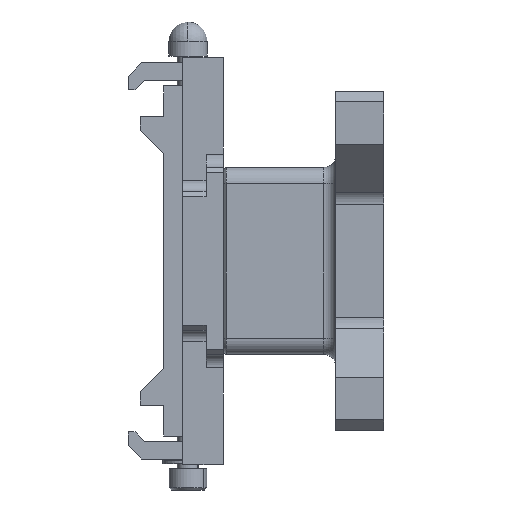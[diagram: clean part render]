
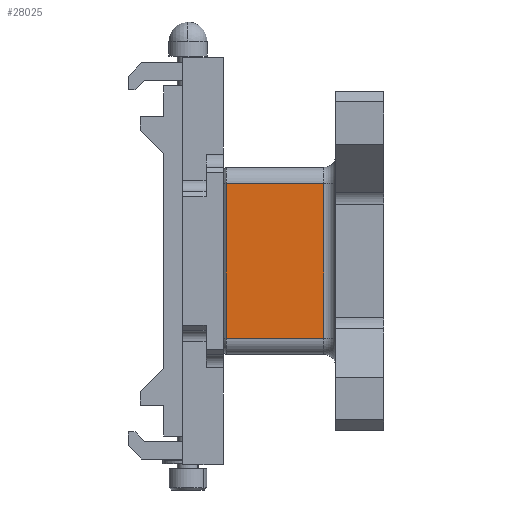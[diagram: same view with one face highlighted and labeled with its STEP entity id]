
A CAD part, left-side view. The second image highlights one B-rep face of the part: STEP entity #28025.
In plain terms, the highlighted planar face has unit normal (-1, 0, 0).
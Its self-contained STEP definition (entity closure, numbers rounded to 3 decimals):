
#9536=DIRECTION('',(0.,0.,-1.));
#9537=VECTOR('',#9536,29.);
#9538=CARTESIAN_POINT('',(-17.5,11.2,14.5));
#9539=LINE('',#9538,#9537);
#9540=DIRECTION('',(0.,-1.,0.));
#9541=VECTOR('',#9540,18.3);
#9542=CARTESIAN_POINT('',(-17.5,29.5,
-14.5));
#9543=LINE('',#9542,#9541);
#9544=DIRECTION('',(0.,0.,1.));
#9545=VECTOR('',#9544,29.);
#9546=CARTESIAN_POINT('',(-17.5,29.5,
-14.5));
#9547=LINE('',#9546,#9545);
#9548=DIRECTION('',(0.,-1.,0.));
#9549=VECTOR('',#9548,18.3);
#9550=CARTESIAN_POINT('',(-17.5,29.5,14.5));
#9551=LINE('',#9550,#9549);
#15757=CARTESIAN_POINT('',(-17.5,29.5,14.5));
#15759=VERTEX_POINT('',#15757);
#15763=CARTESIAN_POINT('',(-17.5,29.5,
-14.5));
#15764=VERTEX_POINT('',#15763);
#15925=CARTESIAN_POINT('',(-17.5,11.2,-14.5));
#15926=VERTEX_POINT('',#15925);
#15929=CARTESIAN_POINT('',(-17.5,11.2,14.5));
#15930=VERTEX_POINT('',#15929);
#28013=CARTESIAN_POINT('',(-17.5,9.,-17.5));
#28014=DIRECTION('',(-1.,0.,0.));
#28015=DIRECTION('',(0.,0.,1.));
#28016=AXIS2_PLACEMENT_3D('',#28013,#28014,#28015);
#28017=PLANE('',#28016);
#28018=ORIENTED_EDGE('',*,*,#28005,.T.);
#28019=ORIENTED_EDGE('',*,*,#17101,.F.);
#28021=ORIENTED_EDGE('',*,*,#28020,.T.);
#28022=ORIENTED_EDGE('',*,*,#27980,.T.);
#28023=EDGE_LOOP('',(#28018,#28019,#28021,#28022));
#28024=FACE_OUTER_BOUND('',#28023,.F.);
#28025=ADVANCED_FACE('',(#28024),#28017,.T.);
#17101=EDGE_CURVE('',#15764,#15926,#9543,.T.);
#27980=EDGE_CURVE('',#15759,#15930,#9551,.T.);
#28005=EDGE_CURVE('',#15930,#15926,#9539,.T.);
#28020=EDGE_CURVE('',#15764,#15759,#9547,.T.);
